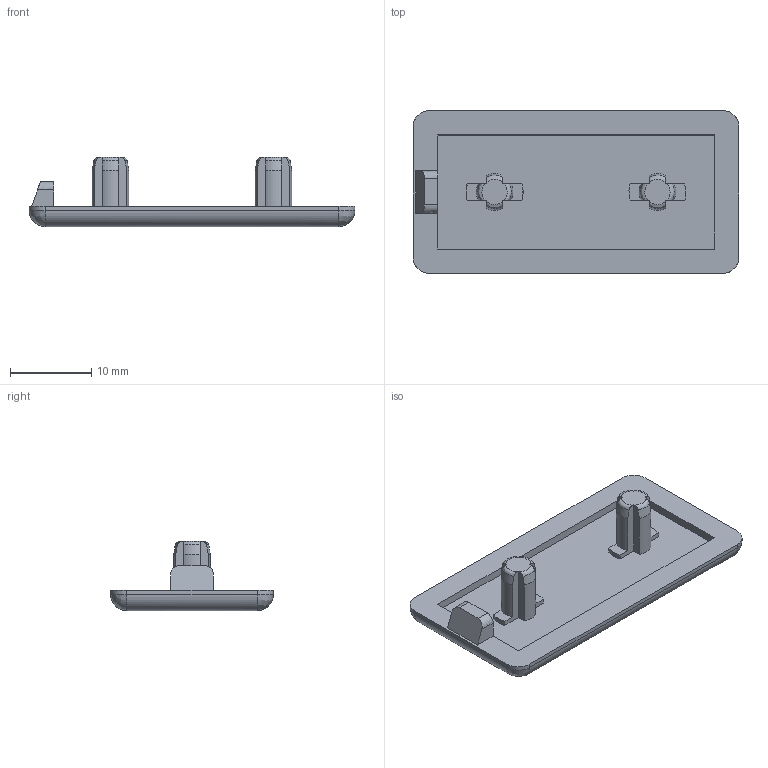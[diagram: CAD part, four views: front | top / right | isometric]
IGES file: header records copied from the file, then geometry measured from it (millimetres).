
Global section: file name: 222040; native system: Autodesk Inventor 2018; preprocessor: unknown; author: Kvasnička,; organization: 11; date: 20190119.094144; units: millimetre
Bounding box: 40 x 20 x 8.5 mm (x, y, z)
Volume: 1639.9 mm3; surface area: 2140.9 mm2
Topology: 1 solids, 1 shells, 79 faces, 210 edges, 136 vertices
Faces by surface type: bspline 79
